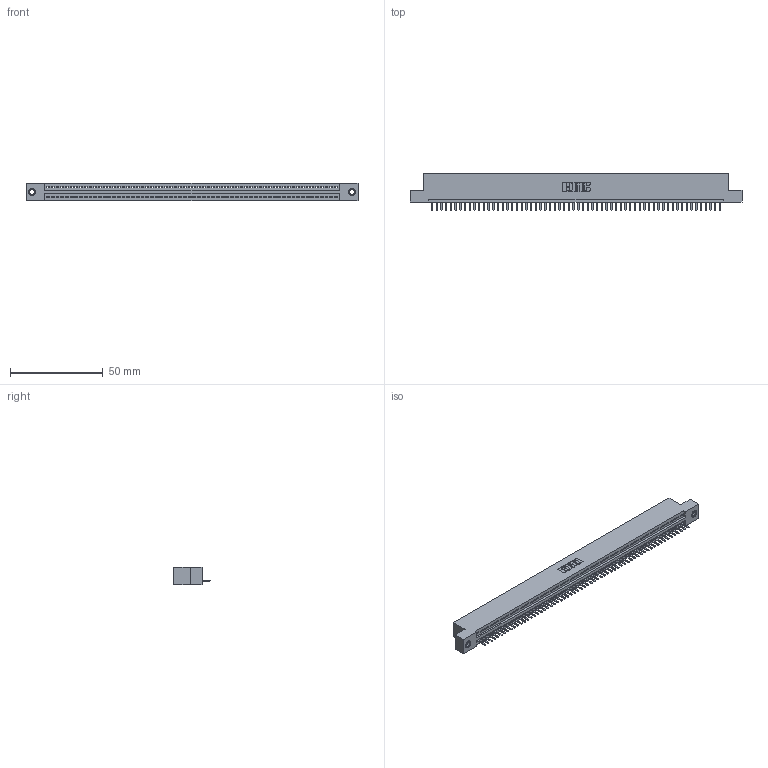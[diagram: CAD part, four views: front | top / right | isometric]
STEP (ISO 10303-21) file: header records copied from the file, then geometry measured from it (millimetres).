
FILE_DESCRIPTION (( 'STEP AP203' ), '1' );
FILE_NAME ('345-062-520-107.STEP', '2019-10-11T04:30:40', ( '' ), ( '' ), 'SwSTEP 2.0', 'SolidWorks 2016', '' );
FILE_SCHEMA (( 'CONFIG_CONTROL_DESIGN' ));
Length unit declared in the file: inch
Products named in the file (4): 345-250-001_345-250-005-103; 345 Part_Flush Mounting Lugs - 0.156 Dia-TI; 345-292-001_345-293-120; 345-062-520-107
Assembly tree (65 placements, depth 2):
  345-062-520-107
    345 Part_Flush Mounting Lugs - 0.156 Dia-TI
    345-292-001_345-293-120  x62
    345-250-001_345-250-005-103  x2
Bounding box: 178.69 x 19.68 x 9.4 mm (x, y, z)
Volume: 16944 mm3; surface area: 22238 mm2
Topology: 65 solids, 65 shells, 4030 faces, 11885 edges, 7750 vertices
Faces by surface type: plane 2716, cylinder 1298, cone 12, torus 4
Entity records: 45270 total; most frequent: CARTESIAN_POINT 7833, ORIENTED_EDGE 7810, DIRECTION 6827, EDGE_CURVE 3905, LINE 3501, VECTOR 3501, VERTEX_POINT 2596, AXIS2_PLACEMENT_3D 1663
